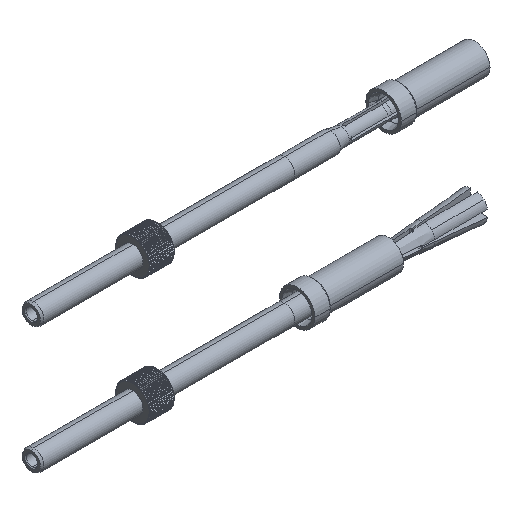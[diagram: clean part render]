
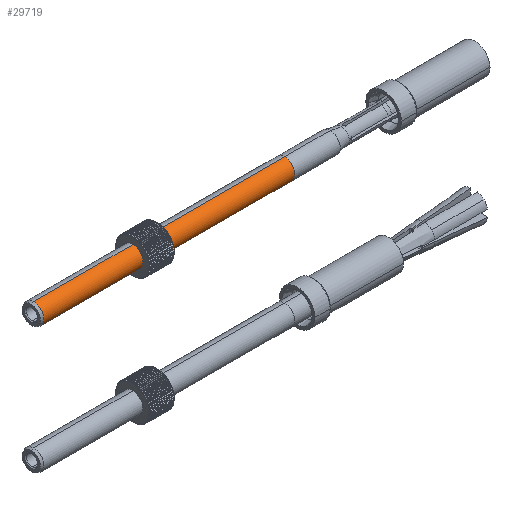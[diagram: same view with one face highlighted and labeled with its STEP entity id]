
A CAD part, isometric view. The second image highlights one B-rep face of the part: STEP entity #29719.
In plain terms, the highlighted cylindrical face has radius 4 mm (diameter 8 mm), a partial arc.
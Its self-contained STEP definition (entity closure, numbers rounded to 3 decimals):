
#657 = AXIS2_PLACEMENT_3D ( 'NONE', #58006, #35213, #25879 ) ;
#3593 = VERTEX_POINT ( 'NONE', #8012 ) ;
#4659 = AXIS2_PLACEMENT_3D ( 'NONE', #14893, #58731, #24526 ) ;
#8012 = CARTESIAN_POINT ( 'NONE',  ( 100., 0., 4. ) ) ;
#8296 = EDGE_CURVE ( 'NONE', #3593, #32386, #48721, .T. ) ;
#9372 = CARTESIAN_POINT ( 'NONE',  ( 100., 0., -4. ) ) ;
#9482 = DIRECTION ( 'NONE',  ( 1., 0., 0. ) ) ;
#9682 = DIRECTION ( 'NONE',  ( 0., 0., -1. ) ) ;
#10662 = VERTEX_POINT ( 'NONE', #48330 ) ;
#11176 = EDGE_CURVE ( 'NONE', #10662, #32386, #35386, .T. ) ;
#13062 = ORIENTED_EDGE ( 'NONE', *, *, #11176, .T. ) ;
#14893 = CARTESIAN_POINT ( 'NONE',  ( 1., 0., 0. ) ) ;
#15454 = ORIENTED_EDGE ( 'NONE', *, *, #38779, .T. ) ;
#21385 = AXIS2_PLACEMENT_3D ( 'NONE', #38006, #9482, #9682 ) ;
#24080 = DIRECTION ( 'NONE',  ( 1., 0., 0. ) ) ;
#24526 = DIRECTION ( 'NONE',  ( 0., 0., -1. ) ) ;
#25879 = DIRECTION ( 'NONE',  ( 0., 0., -1. ) ) ;
#25953 = VECTOR ( 'NONE', #28992, 1000. ) ;
#26335 = FACE_OUTER_BOUND ( 'NONE', #29480, .T. ) ;
#26750 = CARTESIAN_POINT ( 'NONE',  ( 1., 0., 4. ) ) ;
#26897 = VERTEX_POINT ( 'NONE', #26750 ) ;
#28992 = DIRECTION ( 'NONE',  ( 1., 0., 0. ) ) ;
#29480 = EDGE_LOOP ( 'NONE', ( #49795, #15454, #13062, #58787 ) ) ;
#29719 = ADVANCED_FACE ( 'NONE', ( #26335 ), #40463, .T. ) ;
#32386 = VERTEX_POINT ( 'NONE', #9372 ) ;
#35213 = DIRECTION ( 'NONE',  ( 1., 0., 0. ) ) ;
#35386 = LINE ( 'NONE', #47435, #58528 ) ;
#38006 = CARTESIAN_POINT ( 'NONE',  ( 100., 0., 0. ) ) ;
#38580 = LINE ( 'NONE', #57147, #25953 ) ;
#38779 = EDGE_CURVE ( 'NONE', #26897, #10662, #47895, .T. ) ;
#40463 = CYLINDRICAL_SURFACE ( 'NONE', #657, 4. ) ;
#47435 = CARTESIAN_POINT ( 'NONE',  ( 0., 0., -4. ) ) ;
#47895 = CIRCLE ( 'NONE', #4659, 4. ) ;
#48330 = CARTESIAN_POINT ( 'NONE',  ( 1., 0., -4. ) ) ;
#48721 = CIRCLE ( 'NONE', #21385, 4. ) ;
#49795 = ORIENTED_EDGE ( 'NONE', *, *, #61819, .F. ) ;
#57147 = CARTESIAN_POINT ( 'NONE',  ( 0., 0., 4. ) ) ;
#58006 = CARTESIAN_POINT ( 'NONE',  ( 0., 0., 0. ) ) ;
#58528 = VECTOR ( 'NONE', #24080, 1000. ) ;
#58731 = DIRECTION ( 'NONE',  ( 1., 0., 0. ) ) ;
#58787 = ORIENTED_EDGE ( 'NONE', *, *, #8296, .F. ) ;
#61819 = EDGE_CURVE ( 'NONE', #26897, #3593, #38580, .T. ) ;
